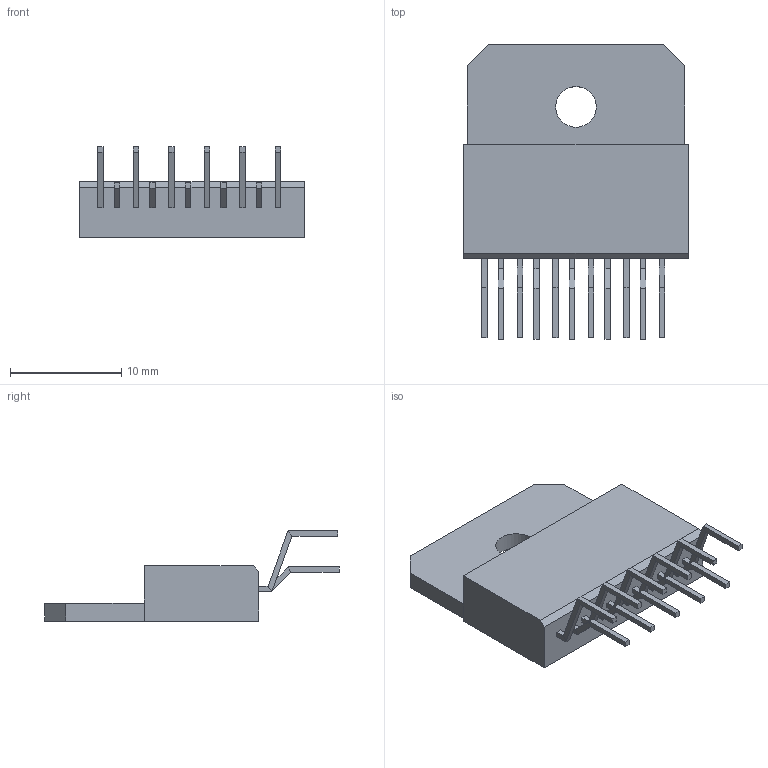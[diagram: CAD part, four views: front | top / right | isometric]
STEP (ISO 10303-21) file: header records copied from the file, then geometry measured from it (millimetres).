
FILE_DESCRIPTION(('FreeCAD Model'),'2;1');
FILE_NAME('Multiwatt11.step','2018-12-28T19:51:45',('Author'),(''), 'Open CASCADE STEP processor 7.2','FreeCAD','Unknown');
FILE_SCHEMA(('AUTOMOTIVE_DESIGN_CC2 { 1 2 10303 214 -1 1 5 4 }'));
Length unit declared in the file: millimetre
Products named in the file (4): Metal; Plastico; PataLarga; PataCorta
Bounding box: 20.2 x 26.52 x 8.14 mm (x, y, z)
Volume: 1321.4 mm3; surface area: 1664.1 mm2
Topology: 13 solids, 13 shells, 178 faces, 368 edges, 216 vertices
Faces by surface type: plane 177, cylinder 1
Full cylindrical faces by diameter (mm): 3.65 x1
Entity records: 9332 total; most frequent: CARTESIAN_POINT 1593, DIRECTION 1375, LINE 1012, VECTOR 1012, ORIENTED_EDGE 736, PCURVE 736, DEFINITIONAL_REPRESENTATION 736, EDGE_CURVE 368
